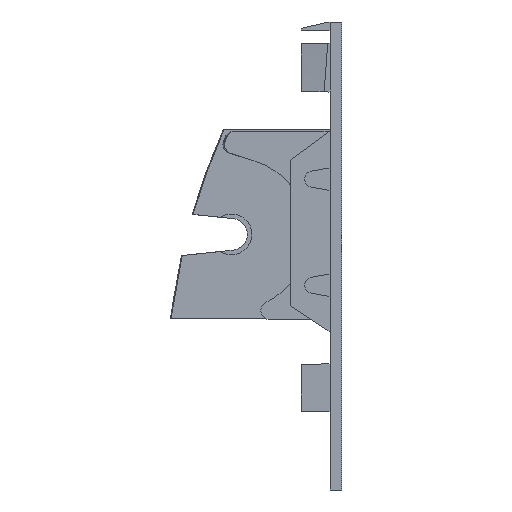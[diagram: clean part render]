
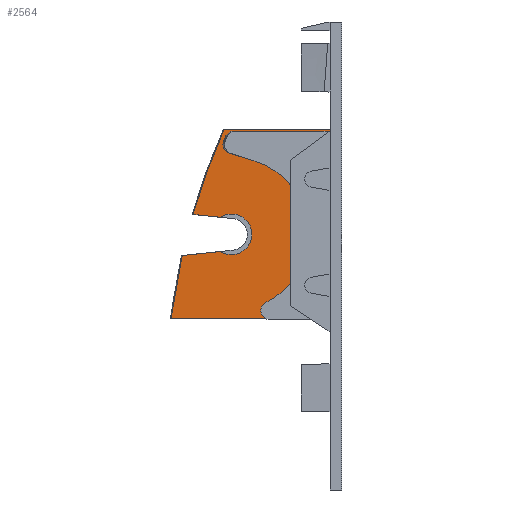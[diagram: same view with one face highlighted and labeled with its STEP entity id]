
A CAD part, left-side view. The second image highlights one B-rep face of the part: STEP entity #2564.
In plain terms, the highlighted planar face has unit normal (-1, 0, 0).
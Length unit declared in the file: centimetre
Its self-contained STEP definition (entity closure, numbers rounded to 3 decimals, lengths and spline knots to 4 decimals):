
#81=B_SPLINE_CURVE_WITH_KNOTS('',3,(#4385,#4386,#4387,#4388,#4389,#4390,
#4391),.UNSPECIFIED.,.F.,.F.,(4,3,4),(-4.407,-3.994,
-2.9871),.UNSPECIFIED.);
#82=B_SPLINE_CURVE_WITH_KNOTS('',3,(#4397,#4398,#4399,#4400,#4401,#4402,
#4403),.UNSPECIFIED.,.F.,.F.,(4,3,4),(-2.0464,-0.6085,
-0.0548),.UNSPECIFIED.);
#138=CIRCLE('',#2679,0.45);
#269=FACE_OUTER_BOUND('',#420,.T.);
#420=EDGE_LOOP('',(#2212,#2213,#2214,#2215,#2216,#2217,#2218,#2219,#2220,
#2221));
#652=LINE('',#4011,#934);
#672=LINE('',#4135,#954);
#707=LINE('',#4341,#989);
#719=LINE('',#4392,#1001);
#720=LINE('',#4393,#1002);
#721=LINE('',#4394,#1003);
#722=LINE('',#4396,#1004);
#934=VECTOR('',#3135,1.);
#954=VECTOR('',#3171,1.);
#989=VECTOR('',#3292,1.);
#1001=VECTOR('',#3326,1.);
#1002=VECTOR('',#3327,1.);
#1003=VECTOR('',#3328,1.);
#1004=VECTOR('',#3329,1.);
#1093=VERTEX_POINT('',#3564);
#1109=VERTEX_POINT('',#3664);
#1174=VERTEX_POINT('',#3999);
#1175=VERTEX_POINT('',#4001);
#1178=VERTEX_POINT('',#4009);
#1200=VERTEX_POINT('',#4108);
#1201=VERTEX_POINT('',#4134);
#1242=VERTEX_POINT('',#4340);
#1252=VERTEX_POINT('',#4384);
#1253=VERTEX_POINT('',#4395);
#1484=EDGE_CURVE('',#1175,#1174,#138,.T.);
#1489=EDGE_CURVE('',#1174,#1178,#652,.T.);
#1515=EDGE_CURVE('',#1200,#1201,#672,.T.);
#1579=EDGE_CURVE('',#1242,#1175,#707,.T.);
#1598=EDGE_CURVE('',#1252,#1178,#81,.T.);
#1599=EDGE_CURVE('',#1093,#1252,#719,.T.);
#1600=EDGE_CURVE('',#1201,#1093,#720,.T.);
#1601=EDGE_CURVE('',#1200,#1109,#721,.T.);
#1602=EDGE_CURVE('',#1109,#1253,#722,.T.);
#1603=EDGE_CURVE('',#1242,#1253,#82,.T.);
#2212=ORIENTED_EDGE('',*,*,#1484,.T.);
#2213=ORIENTED_EDGE('',*,*,#1489,.T.);
#2214=ORIENTED_EDGE('',*,*,#1598,.F.);
#2215=ORIENTED_EDGE('',*,*,#1599,.F.);
#2216=ORIENTED_EDGE('',*,*,#1600,.F.);
#2217=ORIENTED_EDGE('',*,*,#1515,.F.);
#2218=ORIENTED_EDGE('',*,*,#1601,.T.);
#2219=ORIENTED_EDGE('',*,*,#1602,.T.);
#2220=ORIENTED_EDGE('',*,*,#1603,.F.);
#2221=ORIENTED_EDGE('',*,*,#1579,.T.);
#2451=PLANE('',#2743);
#2564=ADVANCED_FACE('',(#269),#2451,.T.);
#2679=AXIS2_PLACEMENT_3D('',#4002,#3126,#3127);
#2743=AXIS2_PLACEMENT_3D('',#4383,#3324,#3325);
#3126=DIRECTION('center_axis',(1.,0.,0.));
#3127=DIRECTION('ref_axis',(0.,0.,-1.));
#3135=DIRECTION('',(0.,0.995,-0.105));
#3171=DIRECTION('',(0.,0.,-1.));
#3292=DIRECTION('',(0.,-0.995,-0.105));
#3324=DIRECTION('center_axis',(-1.,0.,0.));
#3325=DIRECTION('ref_axis',(0.,0.,1.));
#3326=DIRECTION('',(0.,1.,0.));
#3327=DIRECTION('',(0.,1.,0.));
#3328=DIRECTION('',(0.,1.,0.));
#3329=DIRECTION('',(0.,1.,0.));
#3564=CARTESIAN_POINT('',(3.1142,0.889,-6.8084));
#3664=CARTESIAN_POINT('',(3.1142,0.889,-2.6419));
#3999=CARTESIAN_POINT('',(3.1142,3.3076,-5.3258));
#4001=CARTESIAN_POINT('',(3.1142,3.3076,-4.5705));
#4002=CARTESIAN_POINT('Origin',(3.1142,3.0629,-4.9482));
#4009=CARTESIAN_POINT('',(3.1142,4.1497,-5.4143));
#4011=CARTESIAN_POINT('',(3.1142,2.5222,-5.2433));
#4108=CARTESIAN_POINT('',(3.1142,0.635,-2.6419));
#4134=CARTESIAN_POINT('',(3.1142,0.635,-6.8084));
#4135=CARTESIAN_POINT('',(3.1142,0.635,-2.6419));
#4340=CARTESIAN_POINT('',(3.1142,3.9137,-4.5068));
#4341=CARTESIAN_POINT('',(3.1142,1.7289,-4.7365));
#4383=CARTESIAN_POINT('Origin',(3.1142,0.635,-6.8084));
#4384=CARTESIAN_POINT('',(3.1142,4.3977,-6.8084));
#4385=CARTESIAN_POINT('Ctrl Pts',(3.1142,4.3977,-6.8084));
#4386=CARTESIAN_POINT('Ctrl Pts',(3.1142,4.3801,-6.6723));
#4387=CARTESIAN_POINT('Ctrl Pts',(3.1142,4.3607,-6.5365));
#4388=CARTESIAN_POINT('Ctrl Pts',(3.1142,4.3393,-6.401));
#4389=CARTESIAN_POINT('Ctrl Pts',(3.1142,4.2874,-6.0707));
#4390=CARTESIAN_POINT('Ctrl Pts',(3.1142,4.224,-5.7415));
#4391=CARTESIAN_POINT('Ctrl Pts',(3.1142,4.1497,-5.4143));
#4392=CARTESIAN_POINT('',(3.1142,0.889,-6.8084));
#4393=CARTESIAN_POINT('',(3.1142,0.635,-6.8084));
#4394=CARTESIAN_POINT('',(3.1142,0.635,-2.6419));
#4395=CARTESIAN_POINT('',(3.1142,3.229,-2.6419));
#4396=CARTESIAN_POINT('',(3.1142,0.889,-2.6419));
#4397=CARTESIAN_POINT('Ctrl Pts',(3.1142,3.9137,-4.5068));
#4398=CARTESIAN_POINT('Ctrl Pts',(3.1142,3.7787,-4.047));
#4399=CARTESIAN_POINT('Ctrl Pts',(3.1142,3.6218,-3.5938));
#4400=CARTESIAN_POINT('Ctrl Pts',(3.1142,3.4441,-3.1505));
#4401=CARTESIAN_POINT('Ctrl Pts',(3.1142,3.3756,-2.9799));
#4402=CARTESIAN_POINT('Ctrl Pts',(3.1142,3.3039,-2.8103));
#4403=CARTESIAN_POINT('Ctrl Pts',(3.1142,3.229,-2.6419));
